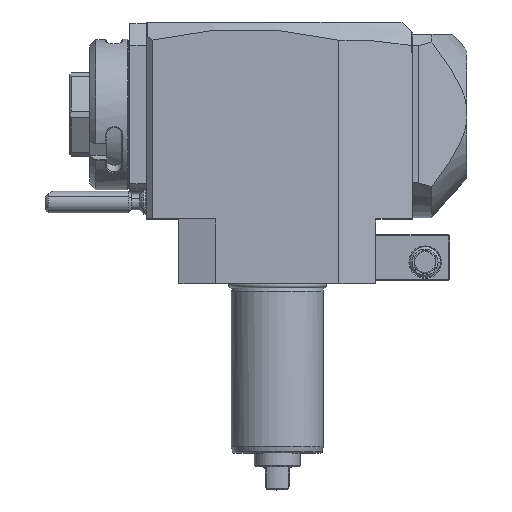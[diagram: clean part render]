
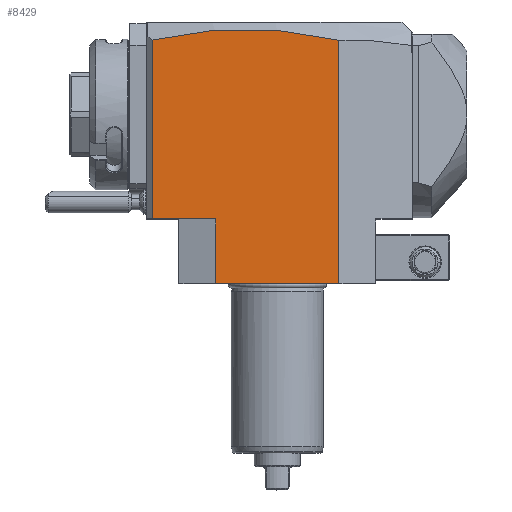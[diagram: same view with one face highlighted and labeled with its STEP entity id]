
A CAD part, top view. The second image highlights one B-rep face of the part: STEP entity #8429.
In plain terms, the highlighted planar face has unit normal (0, 0, 1).
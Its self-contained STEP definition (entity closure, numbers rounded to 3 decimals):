
#17=DIRECTION('',(-1.,0.,0.));
#18=VECTOR('',#17,40.);
#19=CARTESIAN_POINT('',(20.,0.,32.));
#20=LINE('',#19,#18);
#880=DIRECTION('',(0.,1.,0.));
#881=VECTOR('',#880,79.092);
#882=CARTESIAN_POINT('',(20.,0.,32.));
#883=LINE('',#882,#881);
#906=DIRECTION('',(-1.,0.,0.));
#907=VECTOR('',#906,20.5);
#908=CARTESIAN_POINT('',(-20.,21.,32.));
#909=LINE('',#908,#907);
#910=CARTESIAN_POINT('',(-40.5,79.133,32.));
#911=CARTESIAN_POINT('',(-35.458,80.345,32.));
#912=CARTESIAN_POINT('',(-25.373,82.145,32.));
#913=CARTESIAN_POINT('',(-10.247,83.032,32.));
#914=CARTESIAN_POINT('',(4.877,82.124,32.));
#915=CARTESIAN_POINT('',(14.959,80.311,32.));
#916=CARTESIAN_POINT('',(20.,79.092,32.));
#930=DIRECTION('',(0.,-1.,0.));
#931=VECTOR('',#930,58.133);
#932=CARTESIAN_POINT('',(-40.5,79.133,32.));
#933=LINE('',#932,#931);
#943=DIRECTION('',(0.,-1.,0.));
#944=VECTOR('',#943,21.);
#945=CARTESIAN_POINT('',(-20.,21.,32.));
#946=LINE('',#945,#944);
#7099=VERTEX_POINT('',#910);
#7100=VERTEX_POINT('',#916);
#7463=CARTESIAN_POINT('',(-40.5,21.,32.));
#7465=VERTEX_POINT('',#7463);
#7483=CARTESIAN_POINT('',(20.,0.,32.));
#7484=VERTEX_POINT('',#7483);
#7485=CARTESIAN_POINT('',(-20.,0.,32.));
#7486=VERTEX_POINT('',#7485);
#7643=CARTESIAN_POINT('',(-20.,21.,32.));
#7644=VERTEX_POINT('',#7643);
#8413=CARTESIAN_POINT('',(-35.103,21.,32.));
#8414=DIRECTION('',(0.,0.,1.));
#8415=DIRECTION('',(1.,0.,0.));
#8416=AXIS2_PLACEMENT_3D('',#8413,#8414,#8415);
#8417=PLANE('',#8416);
#8419=ORIENTED_EDGE('',*,*,#8418,.T.);
#8421=ORIENTED_EDGE('',*,*,#8420,.F.);
#8422=ORIENTED_EDGE('',*,*,#7866,.T.);
#8423=ORIENTED_EDGE('',*,*,#8401,.F.);
#8424=ORIENTED_EDGE('',*,*,#7658,.T.);
#8426=ORIENTED_EDGE('',*,*,#8425,.F.);
#8427=EDGE_LOOP('',(#8419,#8421,#8422,#8423,#8424,#8426));
#8428=FACE_OUTER_BOUND('',#8427,.F.);
#917=B_SPLINE_CURVE_WITH_KNOTS('',3,(#910,#911,#912,#913,#914,#915,#916),
.UNSPECIFIED.,.F.,.F.,(4,1,1,1,4),(0.,0.25,0.5,0.75,1.),
.UNSPECIFIED.);
#7658=EDGE_CURVE('',#7484,#7486,#20,.T.);
#7866=EDGE_CURVE('',#7099,#7100,#917,.T.);
#8401=EDGE_CURVE('',#7484,#7100,#883,.T.);
#8418=EDGE_CURVE('',#7644,#7465,#909,.T.);
#8420=EDGE_CURVE('',#7099,#7465,#933,.T.);
#8425=EDGE_CURVE('',#7644,#7486,#946,.T.);
#8429=ADVANCED_FACE('',(#8428),#8417,.T.);
